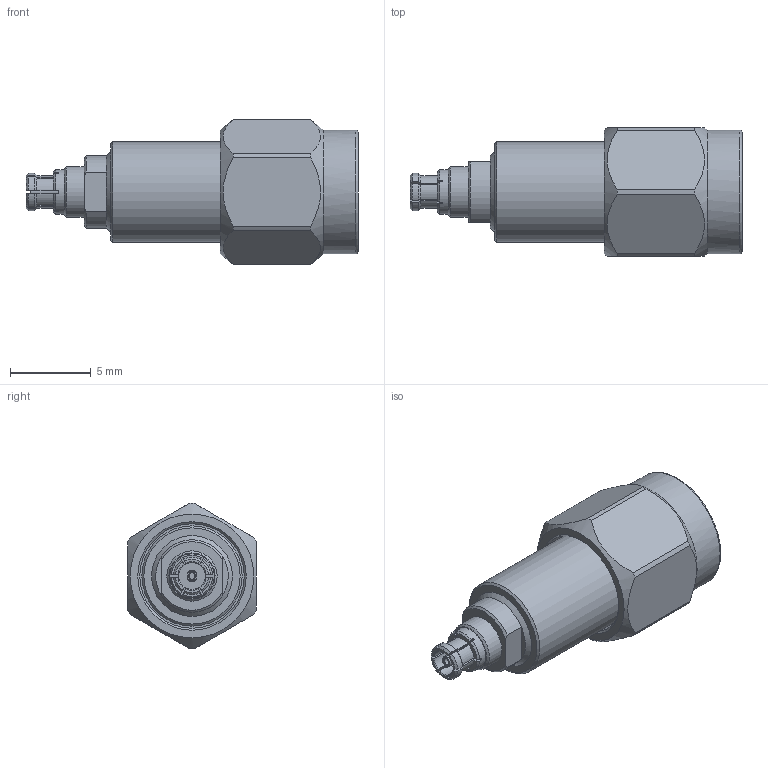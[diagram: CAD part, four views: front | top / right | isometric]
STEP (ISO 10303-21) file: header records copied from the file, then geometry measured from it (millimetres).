
FILE_DESCRIPTION (( 'STEP AP203' ), '1' );
FILE_NAME ('PE91550_3D.step', '2021-11-01T14:45:31', ( '' ), ( '' ), 'SwSTEP 2.0', 'SolidWorks 2021', '' );
FILE_SCHEMA (( 'CONFIG_CONTROL_DESIGN' ));
Length unit declared in the file: inch
Products named in the file (1): PE91550_3D
Bounding box: 20.52 x 7.94 x 8.99 mm (x, y, z)
Volume: 567.6 mm3; surface area: 722.2 mm2
Topology: 1 solids, 1 shells, 139 faces, 368 edges, 243 vertices
Faces by surface type: plane 60, cone 35, cylinder 35, bspline 8, torus 1
Full cylindrical faces by diameter (mm): 0.533 x1, 0.94 x1, 1.651 x1, 2.4 x1, 2.742 x1, 3.105 x1, 4.572 x1, 6.2 x1, 6.454 x1, 7 x4, 7.641 x1
Entity records: 6225 total; most frequent: CARTESIAN_POINT 3041, ORIENTED_EDGE 652, DIRECTION 614, EDGE_CURVE 326, AXIS2_PLACEMENT_3D 247, VERTEX_POINT 225, EDGE_LOOP 167, FACE_OUTER_BOUND 148
